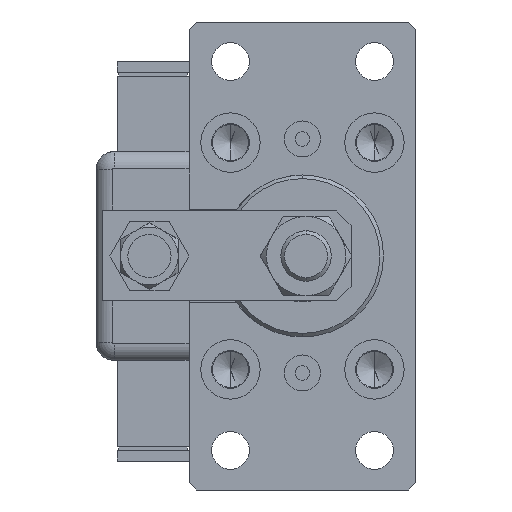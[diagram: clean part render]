
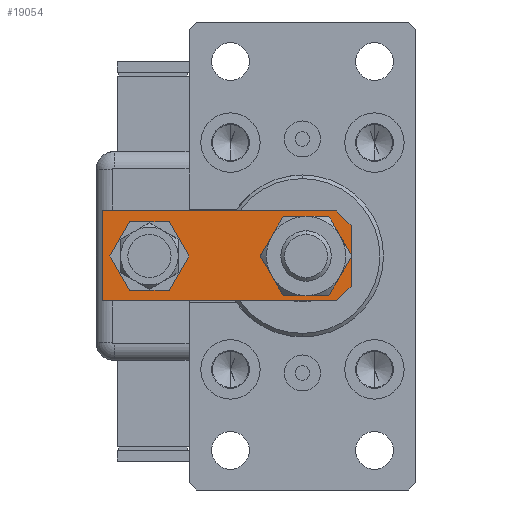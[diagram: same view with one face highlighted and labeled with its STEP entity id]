
A CAD part, left-side view. The second image highlights one B-rep face of the part: STEP entity #19054.
In plain terms, the highlighted face is planar.
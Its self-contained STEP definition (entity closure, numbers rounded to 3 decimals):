
#311 = CARTESIAN_POINT ( 'NONE',  ( -12.5, 4., 0. ) ) ;
#483 = CARTESIAN_POINT ( 'NONE',  ( 0., 56., 0. ) ) ;
#652 = ORIENTED_EDGE ( 'NONE', *, *, #17918, .F. ) ;
#2112 = CARTESIAN_POINT ( 'NONE',  ( -7., 12.5, 0. ) ) ;
#3294 = DIRECTION ( 'NONE',  ( 0., 0., 1. ) ) ;
#3767 = CIRCLE ( 'NONE', #55510, 7. ) ;
#4246 = DIRECTION ( 'NONE',  ( 1., 0., 0. ) ) ;
#4320 = VECTOR ( 'NONE', #34607, 1000. ) ;
#5460 = EDGE_CURVE ( 'NONE', #12566, #27107, #10934, .T. ) ;
#7124 = EDGE_CURVE ( 'NONE', #52491, #46617, #3767, .T. ) ;
#7370 = CARTESIAN_POINT ( 'NONE',  ( 12.5, 4., 0. ) ) ;
#7905 = ORIENTED_EDGE ( 'NONE', *, *, #58250, .T. ) ;
#8395 = EDGE_LOOP ( 'NONE', ( #7905, #38132 ) ) ;
#8536 = DIRECTION ( 'NONE',  ( 0., 0., 1. ) ) ;
#8735 = VERTEX_POINT ( 'NONE', #42719 ) ;
#9106 = VECTOR ( 'NONE', #26481, 1000. ) ;
#10213 = DIRECTION ( 'NONE',  ( 1., 0., 0. ) ) ;
#10715 = CARTESIAN_POINT ( 'NONE',  ( -7., 56., 0. ) ) ;
#10934 = CIRCLE ( 'NONE', #37803, 7. ) ;
#11719 = LINE ( 'NONE', #36650, #21643 ) ;
#11909 = CARTESIAN_POINT ( 'NONE',  ( -12.5, 69., 0. ) ) ;
#12256 = AXIS2_PLACEMENT_3D ( 'NONE', #18805, #3294, #4246 ) ;
#12566 = VERTEX_POINT ( 'NONE', #20576 ) ;
#13378 = CIRCLE ( 'NONE', #58925, 7. ) ;
#13475 = VERTEX_POINT ( 'NONE', #36452 ) ;
#14827 = FACE_OUTER_BOUND ( 'NONE', #40179, .T. ) ;
#15149 = CARTESIAN_POINT ( 'NONE',  ( 0., 0., 0. ) ) ;
#15177 = ORIENTED_EDGE ( 'NONE', *, *, #24405, .F. ) ;
#15487 = LINE ( 'NONE', #39781, #4320 ) ;
#16887 = VERTEX_POINT ( 'NONE', #311 ) ;
#17424 = LINE ( 'NONE', #47214, #33613 ) ;
#17918 = EDGE_CURVE ( 'NONE', #40551, #22277, #11719, .T. ) ;
#18476 = EDGE_CURVE ( 'NONE', #46617, #52491, #13378, .T. ) ;
#18805 = CARTESIAN_POINT ( 'NONE',  ( 0., 12.5, 0. ) ) ;
#19054 = ADVANCED_FACE ( 'NONE', ( #14827, #34588, #54347 ), #39763, .F. ) ;
#20576 = CARTESIAN_POINT ( 'NONE',  ( 7., 12.5, 0. ) ) ;
#21334 = CARTESIAN_POINT ( 'NONE',  ( 7., 56., 0. ) ) ;
#21474 = ORIENTED_EDGE ( 'NONE', *, *, #60582, .T. ) ;
#21643 = VECTOR ( 'NONE', #41201, 1000. ) ;
#22192 = CARTESIAN_POINT ( 'NONE',  ( 8.5, 0., 0. ) ) ;
#22277 = VERTEX_POINT ( 'NONE', #22192 ) ;
#22571 = LINE ( 'NONE', #7370, #9106 ) ;
#24405 = EDGE_CURVE ( 'NONE', #59427, #8735, #48828, .T. ) ;
#25715 = CIRCLE ( 'NONE', #12256, 7. ) ;
#26481 = DIRECTION ( 'NONE',  ( -0.707, -0.707, 0. ) ) ;
#27107 = VERTEX_POINT ( 'NONE', #2112 ) ;
#28289 = DIRECTION ( 'NONE',  ( 1., 0., 0. ) ) ;
#29436 = CARTESIAN_POINT ( 'NONE',  ( 0., 12.5, 0. ) ) ;
#29879 = VECTOR ( 'NONE', #31679, 1000. ) ;
#31679 = DIRECTION ( 'NONE',  ( 0., -1., 0. ) ) ;
#32940 = EDGE_CURVE ( 'NONE', #8735, #13475, #15487, .T. ) ;
#33613 = VECTOR ( 'NONE', #62771, 1000. ) ;
#33940 = DIRECTION ( 'NONE',  ( 0., 1., 0. ) ) ;
#34588 = FACE_BOUND ( 'NONE', #61215, .T. ) ;
#34607 = DIRECTION ( 'NONE',  ( -1., 0., 0. ) ) ;
#36169 = AXIS2_PLACEMENT_3D ( 'NONE', #15149, #54670, #41690 ) ;
#36452 = CARTESIAN_POINT ( 'NONE',  ( -12.5, 69., 0. ) ) ;
#36527 = LINE ( 'NONE', #11909, #29879 ) ;
#36533 = ORIENTED_EDGE ( 'NONE', *, *, #62499, .F. ) ;
#36650 = CARTESIAN_POINT ( 'NONE',  ( -12.5, 0., 0. ) ) ;
#37803 = AXIS2_PLACEMENT_3D ( 'NONE', #29436, #37892, #57649 ) ;
#37892 = DIRECTION ( 'NONE',  ( 0., 0., 1. ) ) ;
#38132 = ORIENTED_EDGE ( 'NONE', *, *, #5460, .T. ) ;
#39763 = PLANE ( 'NONE',  #36169 ) ;
#39781 = CARTESIAN_POINT ( 'NONE',  ( 12.5, 69., 0. ) ) ;
#40179 = EDGE_LOOP ( 'NONE', ( #652, #53520, #36533, #41130, #15177, #21474 ) ) ;
#40551 = VERTEX_POINT ( 'NONE', #61254 ) ;
#41130 = ORIENTED_EDGE ( 'NONE', *, *, #32940, .F. ) ;
#41201 = DIRECTION ( 'NONE',  ( 1., 0., 0. ) ) ;
#41690 = DIRECTION ( 'NONE',  ( 1., 0., 0. ) ) ;
#42719 = CARTESIAN_POINT ( 'NONE',  ( 12.5, 69., 0. ) ) ;
#46617 = VERTEX_POINT ( 'NONE', #21334 ) ;
#47214 = CARTESIAN_POINT ( 'NONE',  ( -8.5, 0., 0. ) ) ;
#48752 = DIRECTION ( 'NONE',  ( 0., 0., 1. ) ) ;
#48828 = LINE ( 'NONE', #54337, #50594 ) ;
#49603 = EDGE_CURVE ( 'NONE', #40551, #16887, #17424, .T. ) ;
#50190 = ORIENTED_EDGE ( 'NONE', *, *, #18476, .T. ) ;
#50594 = VECTOR ( 'NONE', #33940, 1000. ) ;
#50850 = CARTESIAN_POINT ( 'NONE',  ( 12.5, 4., 0. ) ) ;
#52491 = VERTEX_POINT ( 'NONE', #10715 ) ;
#52899 = CARTESIAN_POINT ( 'NONE',  ( 0., 56., 0. ) ) ;
#53520 = ORIENTED_EDGE ( 'NONE', *, *, #49603, .T. ) ;
#54337 = CARTESIAN_POINT ( 'NONE',  ( 12.5, 0., 0. ) ) ;
#54347 = FACE_BOUND ( 'NONE', #8395, .T. ) ;
#54670 = DIRECTION ( 'NONE',  ( 0., 0., 1. ) ) ;
#55510 = AXIS2_PLACEMENT_3D ( 'NONE', #52899, #8536, #28289 ) ;
#55656 = ORIENTED_EDGE ( 'NONE', *, *, #7124, .T. ) ;
#57649 = DIRECTION ( 'NONE',  ( 1., 0., 0. ) ) ;
#58250 = EDGE_CURVE ( 'NONE', #27107, #12566, #25715, .T. ) ;
#58925 = AXIS2_PLACEMENT_3D ( 'NONE', #483, #48752, #10213 ) ;
#59427 = VERTEX_POINT ( 'NONE', #50850 ) ;
#60582 = EDGE_CURVE ( 'NONE', #59427, #22277, #22571, .T. ) ;
#61215 = EDGE_LOOP ( 'NONE', ( #55656, #50190 ) ) ;
#61254 = CARTESIAN_POINT ( 'NONE',  ( -8.5, 0., 0. ) ) ;
#62499 = EDGE_CURVE ( 'NONE', #13475, #16887, #36527, .T. ) ;
#62771 = DIRECTION ( 'NONE',  ( -0.707, 0.707, 0. ) ) ;
